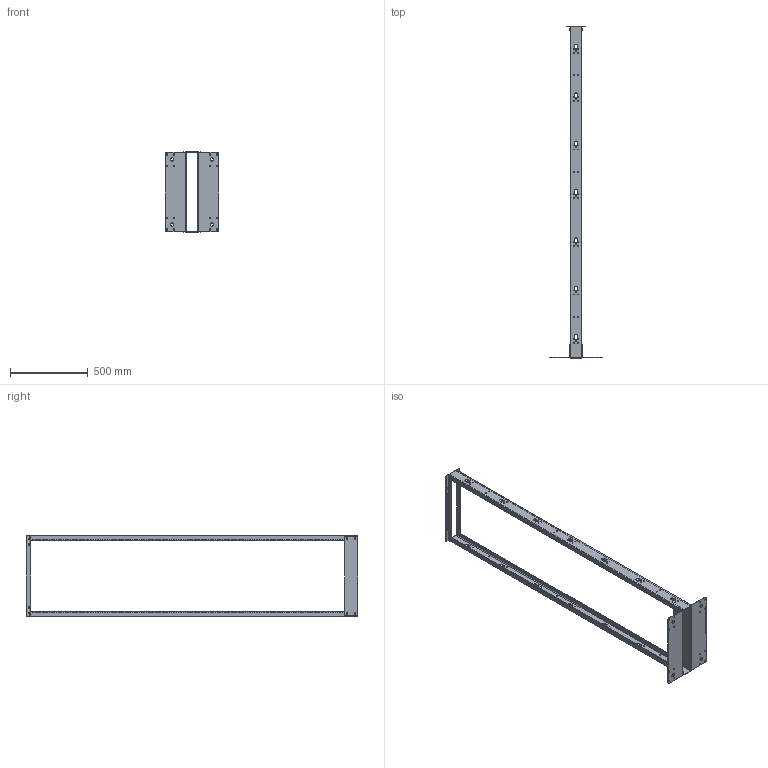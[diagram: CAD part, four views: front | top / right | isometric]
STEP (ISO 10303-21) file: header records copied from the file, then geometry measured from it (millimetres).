
FILE_DESCRIPTION (( 'STEP AP214' ), '1' );
FILE_NAME ('LC-SW2POS45U-AL-W_LC_3D.step', '2023-07-27T22:44:34', ( '' ), ( '' ), 'SwSTEP 2.0', 'SolidWorks 2022', '' );
FILE_SCHEMA (( 'AUTOMOTIVE_DESIGN' ));
Length unit declared in the file: inch
Products named in the file (5): LC-SW2POS45U-AL-W_LC_3D; Copy of PRT0001^Copy of SW2POST_ASM_2_ASM_LC-SW2POS45U-AL-W_LC; Copy of 102676_B_3_2^Copy of SW2POST_ASM_2_ASM_LC-SW2POS45U-AL-W_LC; Copy of 102678_B_COM_1_2^Copy of SW2POST_ASM_2_ASM_LC-SW2POS45U-AL-W_LC; Copy of SW2POST_ASM_2_ASM^LC-SW2POS45U-AL-W_LC
Assembly tree (7 placements, depth 3):
  LC-SW2POS45U-AL-W_LC_3D
    Copy of SW2POST_ASM_2_ASM^LC-SW2POS45U-AL-W_LC
      Copy of PRT0001^Copy of SW2POST_ASM_2_ASM_LC-SW2POS45U-AL-W_LC  x2
      Copy of 102678_B_COM_1_2^Copy of SW2POST_ASM_2_ASM_LC-SW2POS45U-AL-W_LC  x2
      Copy of 102676_B_3_2^Copy of SW2POST_ASM_2_ASM_LC-SW2POS45U-AL-W_LC  x2
Bounding box: 344 x 2134 x 515 mm (x, y, z)
Volume: 2943503.5 mm3; surface area: 1700231.3 mm2
Topology: 6 solids, 6 shells, 1548 faces, 4608 edges, 3072 vertices
Faces by surface type: cylinder 1468, plane 80
Entity records: 28486 total; most frequent: DIRECTION 5342, CARTESIAN_POINT 4625, ORIENTED_EDGE 4608, EDGE_CURVE 2304, AXIS2_PLACEMENT_3D 2253, VERTEX_POINT 1536, CIRCLE 1468, EDGE_LOOP 1466
